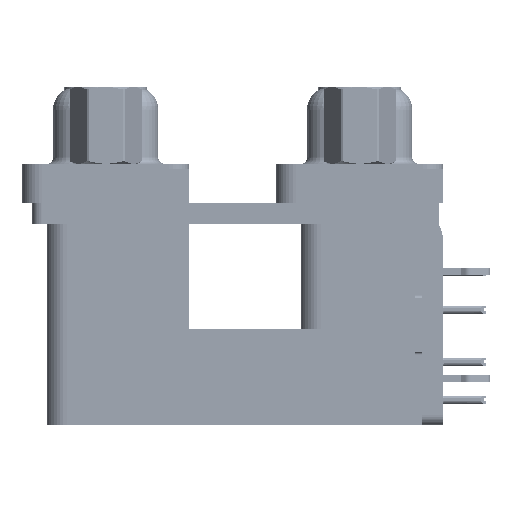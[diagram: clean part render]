
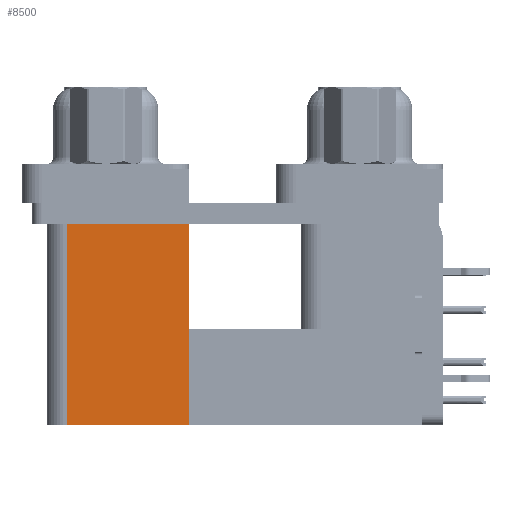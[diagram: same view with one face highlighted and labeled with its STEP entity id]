
A CAD part, left-side view. The second image highlights one B-rep face of the part: STEP entity #8500.
In plain terms, the highlighted planar face has unit normal (-1, 0, 0).
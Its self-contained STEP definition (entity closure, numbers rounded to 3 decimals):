
#3975 = LINE ( 'NONE', #34636, #37944 ) ;
#5287 = VERTEX_POINT ( 'NONE', #78595 ) ;
#5393 = VECTOR ( 'NONE', #63739, 1000. ) ;
#8500 = ADVANCED_FACE ( 'NONE', ( #56319 ), #12398, .F. ) ;
#12398 = PLANE ( 'NONE',  #28874 ) ;
#20696 = LINE ( 'NONE', #38480, #5393 ) ;
#20793 = LINE ( 'NONE', #28200, #48667 ) ;
#23779 = VECTOR ( 'NONE', #26597, 1000. ) ;
#26597 = DIRECTION ( 'NONE',  ( 0., 0., 1. ) ) ;
#27356 = CARTESIAN_POINT ( 'NONE',  ( 3.79, 12.775, -19.2 ) ) ;
#27410 = VERTEX_POINT ( 'NONE', #27356 ) ;
#28200 = CARTESIAN_POINT ( 'NONE',  ( 3.79, 12.775, -19.2 ) ) ;
#28874 = AXIS2_PLACEMENT_3D ( 'NONE', #37674, #75774, #62941 ) ;
#33087 = CARTESIAN_POINT ( 'NONE',  ( 3.79, 21.975, -2.5 ) ) ;
#33207 = CARTESIAN_POINT ( 'NONE',  ( 3.79, 21.975, -19.2 ) ) ;
#34636 = CARTESIAN_POINT ( 'NONE',  ( 3.79, 12.775, -19.2 ) ) ;
#35033 = VERTEX_POINT ( 'NONE', #33087 ) ;
#35619 = ORIENTED_EDGE ( 'NONE', *, *, #39950, .F. ) ;
#37674 = CARTESIAN_POINT ( 'NONE',  ( 3.79, 12.775, -19.2 ) ) ;
#37944 = VECTOR ( 'NONE', #66945, 1000. ) ;
#38480 = CARTESIAN_POINT ( 'NONE',  ( 3.79, 12.775, -2.5 ) ) ;
#39950 = EDGE_CURVE ( 'NONE', #27410, #68172, #3975, .T. ) ;
#42441 = EDGE_CURVE ( 'NONE', #27410, #5287, #20793, .T. ) ;
#48667 = VECTOR ( 'NONE', #70910, 1000. ) ;
#50587 = ORIENTED_EDGE ( 'NONE', *, *, #63922, .T. ) ;
#56319 = FACE_OUTER_BOUND ( 'NONE', #64594, .T. ) ;
#60821 = EDGE_CURVE ( 'NONE', #68172, #35033, #64695, .T. ) ;
#61299 = ORIENTED_EDGE ( 'NONE', *, *, #60821, .F. ) ;
#62941 = DIRECTION ( 'NONE',  ( 0., 0., -1. ) ) ;
#63739 = DIRECTION ( 'NONE',  ( 0., 1., 0. ) ) ;
#63922 = EDGE_CURVE ( 'NONE', #5287, #35033, #20696, .T. ) ;
#64594 = EDGE_LOOP ( 'NONE', ( #50587, #61299, #35619, #74191 ) ) ;
#64695 = LINE ( 'NONE', #33207, #23779 ) ;
#64991 = CARTESIAN_POINT ( 'NONE',  ( 3.79, 21.975, -19.2 ) ) ;
#66945 = DIRECTION ( 'NONE',  ( 0., 1., 0. ) ) ;
#68172 = VERTEX_POINT ( 'NONE', #64991 ) ;
#70910 = DIRECTION ( 'NONE',  ( 0., 0., 1. ) ) ;
#74191 = ORIENTED_EDGE ( 'NONE', *, *, #42441, .T. ) ;
#75774 = DIRECTION ( 'NONE',  ( 1., 0., 0. ) ) ;
#78595 = CARTESIAN_POINT ( 'NONE',  ( 3.79, 12.775, -2.5 ) ) ;
